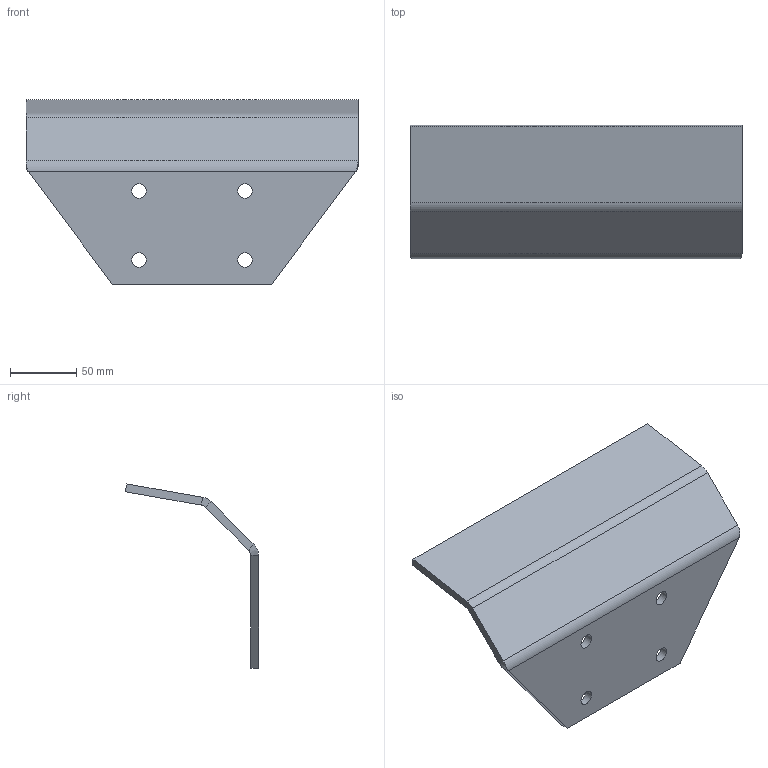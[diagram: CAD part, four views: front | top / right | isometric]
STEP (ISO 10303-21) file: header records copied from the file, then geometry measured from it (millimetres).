
FILE_DESCRIPTION(/* description */ (''),/* implementation_level */ '2;1');
FILE_NAME(/* name */ 'Sabot_V2.2.stp',/* time_stamp */ '2020-06-30T01:04:08+02:00',/* author */ ('user'),/* organization */ (''),/* preprocessor_version */ 'ST-DEVELOPER v17',/* originating_system */ 'Autodesk Inventor 2019',/* authorisation */ '');
FILE_SCHEMA (('AUTOMOTIVE_DESIGN { 1 0 10303 214 3 1 1 }'));
Length unit declared in the file: millimetre
Products named in the file (1): Sabot_V2.2
Bounding box: 250 x 100.44 x 138.68 mm (x, y, z)
Volume: 264982.9 mm3; surface area: 94043 mm2
Topology: 1 solids, 1 shells, 26 faces, 60 edges, 38 vertices
Faces by surface type: plane 16, cylinder 8, bspline 2
Full cylindrical faces by diameter (mm): 11 x4
Entity records: 817 total; most frequent: CARTESIAN_POINT 183, ORIENTED_EDGE 116, DIRECTION 114, EDGE_CURVE 58, LINE 40, VECTOR 40, AXIS2_PLACEMENT_3D 37, EDGE_LOOP 34
